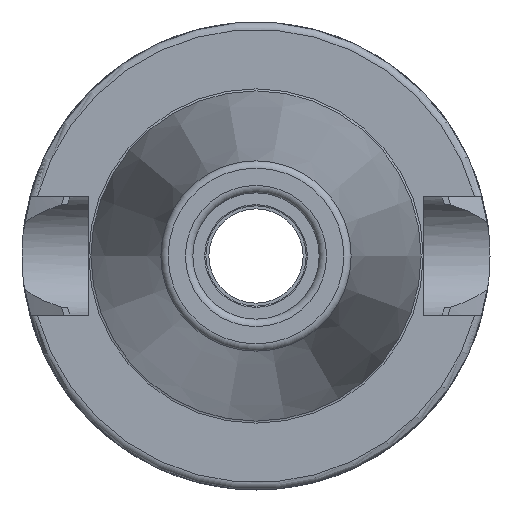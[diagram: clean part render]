
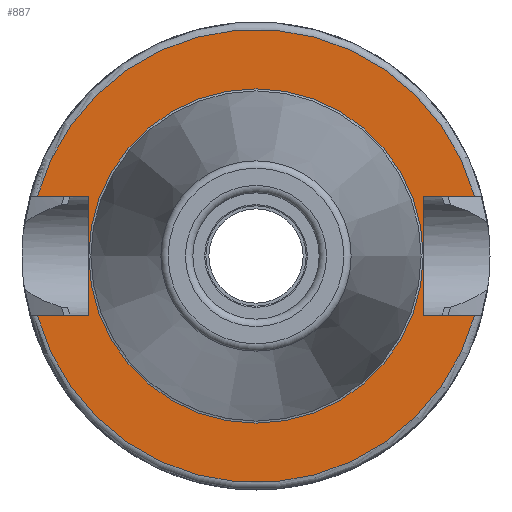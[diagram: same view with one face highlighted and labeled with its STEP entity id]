
A CAD part, left-side view. The second image highlights one B-rep face of the part: STEP entity #887.
In plain terms, the highlighted planar face has unit normal (-1, 0, 0).
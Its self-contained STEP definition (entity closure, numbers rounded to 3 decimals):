
#63=LINE('',#1551,#108);
#67=LINE('',#1559,#112);
#70=LINE('',#1579,#115);
#81=LINE('',#1679,#126);
#84=LINE('',#1700,#129);
#86=LINE('',#1703,#131);
#108=VECTOR('',#1144,10.);
#112=VECTOR('',#1150,10.);
#115=VECTOR('',#1155,10.);
#126=VECTOR('',#1210,10.);
#129=VECTOR('',#1215,10.);
#131=VECTOR('',#1219,10.);
#160=FACE_BOUND('',#277,.T.);
#175=PLANE('',#1011);
#218=FACE_OUTER_BOUND('',#276,.T.);
#276=EDGE_LOOP('',(#777,#778,#779,#780,#781,#782,#783,#784));
#277=EDGE_LOOP('',(#785));
#329=CIRCLE('',#988,30.5);
#341=CIRCLE('',#1010,22.5);
#342=CIRCLE('',#1012,30.5);
#397=VERTEX_POINT('',#1539);
#398=VERTEX_POINT('',#1550);
#400=VERTEX_POINT('',#1556);
#401=VERTEX_POINT('',#1558);
#416=VERTEX_POINT('',#1639);
#423=VERTEX_POINT('',#1676);
#424=VERTEX_POINT('',#1678);
#428=VERTEX_POINT('',#1699);
#436=VERTEX_POINT('',#1729);
#497=EDGE_CURVE('',#398,#397,#63,.T.);
#501=EDGE_CURVE('',#401,#400,#67,.T.);
#506=EDGE_CURVE('',#400,#398,#70,.T.);
#526=EDGE_CURVE('',#401,#416,#329,.T.);
#536=EDGE_CURVE('',#424,#423,#81,.T.);
#541=EDGE_CURVE('',#428,#416,#84,.T.);
#543=EDGE_CURVE('',#423,#428,#86,.T.);
#557=EDGE_CURVE('',#436,#436,#341,.T.);
#558=EDGE_CURVE('',#424,#397,#342,.T.);
#777=ORIENTED_EDGE('',*,*,#497,.T.);
#778=ORIENTED_EDGE('',*,*,#558,.F.);
#779=ORIENTED_EDGE('',*,*,#536,.T.);
#780=ORIENTED_EDGE('',*,*,#543,.T.);
#781=ORIENTED_EDGE('',*,*,#541,.T.);
#782=ORIENTED_EDGE('',*,*,#526,.F.);
#783=ORIENTED_EDGE('',*,*,#501,.T.);
#784=ORIENTED_EDGE('',*,*,#506,.T.);
#785=ORIENTED_EDGE('',*,*,#557,.T.);
#887=ADVANCED_FACE('',(#218,#160),#175,.T.);
#988=AXIS2_PLACEMENT_3D('',#1640,#1197,#1198);
#1010=AXIS2_PLACEMENT_3D('',#1731,#1255,#1256);
#1011=AXIS2_PLACEMENT_3D('',#1732,#1257,#1258);
#1012=AXIS2_PLACEMENT_3D('',#1733,#1259,#1260);
#1144=DIRECTION('',(0.,-1.,0.));
#1150=DIRECTION('',(0.,1.,0.));
#1155=DIRECTION('',(0.,0.,1.));
#1197=DIRECTION('center_axis',(1.,0.,0.));
#1198=DIRECTION('ref_axis',(0.,0.,-1.));
#1210=DIRECTION('',(0.,-1.,0.));
#1215=DIRECTION('',(0.,1.,0.));
#1219=DIRECTION('',(0.,0.,-1.));
#1255=DIRECTION('center_axis',(1.,0.,0.));
#1256=DIRECTION('ref_axis',(0.,0.,-1.));
#1257=DIRECTION('center_axis',(-1.,0.,0.));
#1258=DIRECTION('ref_axis',(0.,0.,1.));
#1259=DIRECTION('center_axis',(1.,0.,0.));
#1260=DIRECTION('ref_axis',(0.,0.,-1.));
#1539=CARTESIAN_POINT('',(2.,-29.418,8.05));
#1550=CARTESIAN_POINT('',(2.,-22.6,8.05));
#1551=CARTESIAN_POINT('',(2.,3.95,8.05));
#1556=CARTESIAN_POINT('',(2.,-22.6,-8.05));
#1558=CARTESIAN_POINT('',(2.,-29.418,-8.05));
#1559=CARTESIAN_POINT('',(2.,3.95,-8.05));
#1579=CARTESIAN_POINT('',(2.,-22.6,0.));
#1639=CARTESIAN_POINT('',(2.,29.418,-8.05));
#1640=CARTESIAN_POINT('Origin',(2.,0.,0.));
#1676=CARTESIAN_POINT('',(2.,22.6,8.05));
#1678=CARTESIAN_POINT('',(2.,29.418,8.05));
#1679=CARTESIAN_POINT('',(2.,26.55,8.05));
#1699=CARTESIAN_POINT('',(2.,22.6,-8.05));
#1700=CARTESIAN_POINT('',(2.,26.55,-8.05));
#1703=CARTESIAN_POINT('',(2.,22.6,0.));
#1729=CARTESIAN_POINT('',(2.,0.,22.5));
#1731=CARTESIAN_POINT('Origin',(2.,0.,0.));
#1732=CARTESIAN_POINT('Origin',(2.,30.5,0.));
#1733=CARTESIAN_POINT('Origin',(2.,0.,0.));
